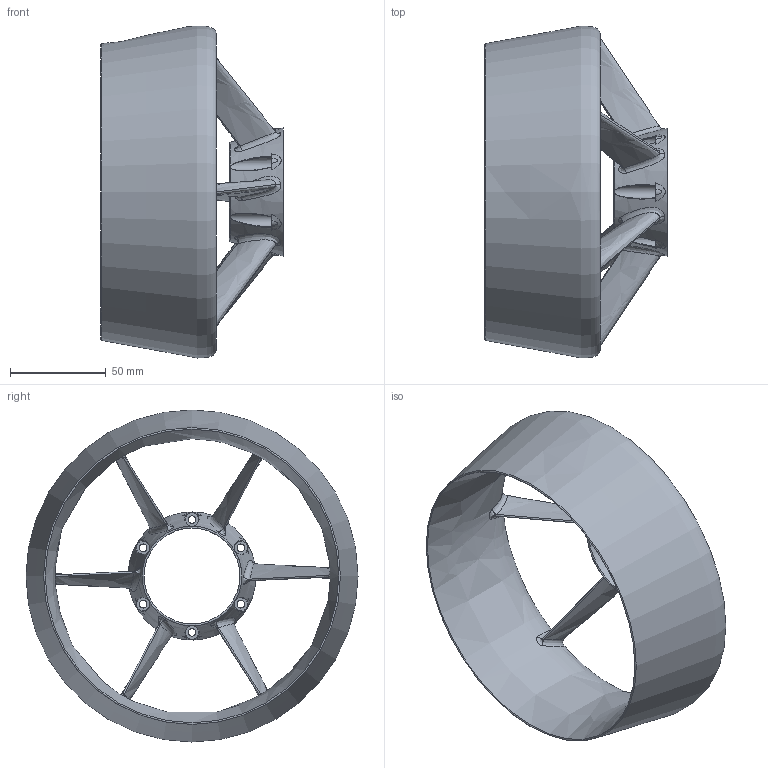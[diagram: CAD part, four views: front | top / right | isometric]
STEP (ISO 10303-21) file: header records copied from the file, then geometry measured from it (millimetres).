
FILE_DESCRIPTION( ( '' ), ' ' );
FILE_NAME( '599939bfb9dc4c10085d0886.step', '2017-08-20T07:26:59', ( '' ), ( '' ), ' ', ' ', ' ' );
FILE_SCHEMA( ( 'AUTOMOTIVE_DESIGN { 1 0 10303 214 1 1 1 1 }' ) );
Length unit declared in the file: metre
Products named in the file (1): Part 3
Bounding box: 95.34 x 173.64 x 173.64 mm (x, y, z)
Volume: 210290.5 mm3; surface area: 151983.4 mm2
Topology: 1 solids, 8 shells, 116 faces, 310 edges, 191 vertices
Faces by surface type: bspline 78, cylinder 19, torus 9, plane 7, revolution 2, cone 1
Full cylindrical faces by diameter (mm): 4 x6, 50.1 x1
Entity records: 34217 total; most frequent: CARTESIAN_POINT 32082, ORIENTED_EDGE 540, EDGE_CURVE 270, DIRECTION 244, B_SPLINE_CURVE_WITH_KNOTS 188, VERTEX_POINT 181, EDGE_LOOP 146, AXIS2_PLACEMENT_3D 121
